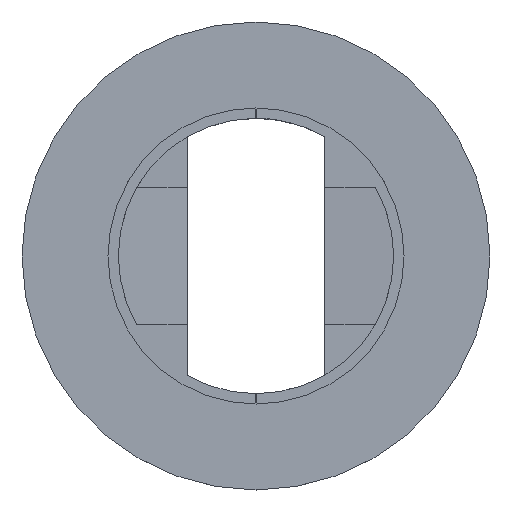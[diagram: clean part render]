
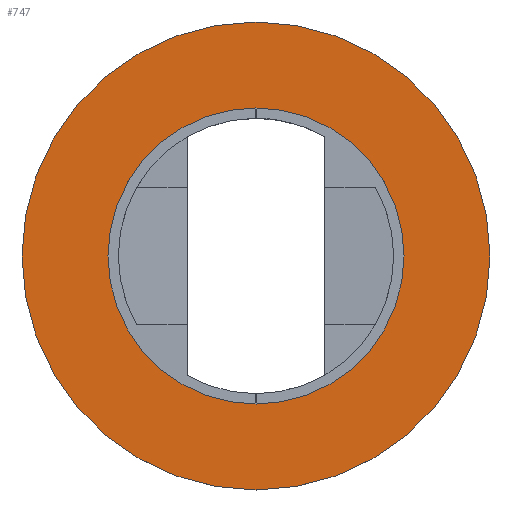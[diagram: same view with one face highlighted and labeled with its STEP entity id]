
A CAD part, top view. The second image highlights one B-rep face of the part: STEP entity #747.
In plain terms, the highlighted planar face has unit normal (0, 0, 1).
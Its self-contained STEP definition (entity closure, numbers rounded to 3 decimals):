
#22=FACE_BOUND('',#112,.T.);
#71=FACE_OUTER_BOUND('',#111,.T.);
#111=EDGE_LOOP('',(#684));
#112=EDGE_LOOP('',(#685));
#121=CIRCLE('',#772,21.509);
#148=CIRCLE('',#837,34.);
#304=VERTEX_POINT('',#1100);
#358=VERTEX_POINT('',#1279);
#376=EDGE_CURVE('',#304,#304,#121,.T.);
#466=EDGE_CURVE('',#358,#358,#148,.T.);
#684=ORIENTED_EDGE('',*,*,#466,.T.);
#685=ORIENTED_EDGE('',*,*,#376,.T.);
#710=PLANE('',#838);
#747=ADVANCED_FACE('',(#71,#22),#710,.T.);
#772=AXIS2_PLACEMENT_3D('',#1102,#870,#871);
#837=AXIS2_PLACEMENT_3D('',#1280,#1059,#1060);
#838=AXIS2_PLACEMENT_3D('',#1282,#1062,#1063);
#870=DIRECTION('center_axis',(0.,0.,
-1.));
#871=DIRECTION('ref_axis',(0.,1.,0.));
#1059=DIRECTION('center_axis',(0.,0.,
1.));
#1060=DIRECTION('ref_axis',(0.,1.,0.));
#1062=DIRECTION('center_axis',(0.,0.,
1.));
#1063=DIRECTION('ref_axis',(1.,0.,0.));
#1100=CARTESIAN_POINT('',(-135.,23.492,5.));
#1102=CARTESIAN_POINT('Origin',(-135.,45.,5.));
#1279=CARTESIAN_POINT('',(-135.,11.,5.));
#1280=CARTESIAN_POINT('Origin',(-135.,45.,5.));
#1282=CARTESIAN_POINT('Origin',(-135.,45.,5.));
